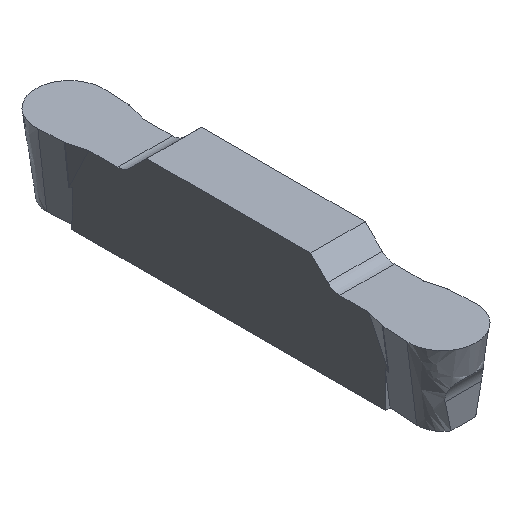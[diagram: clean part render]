
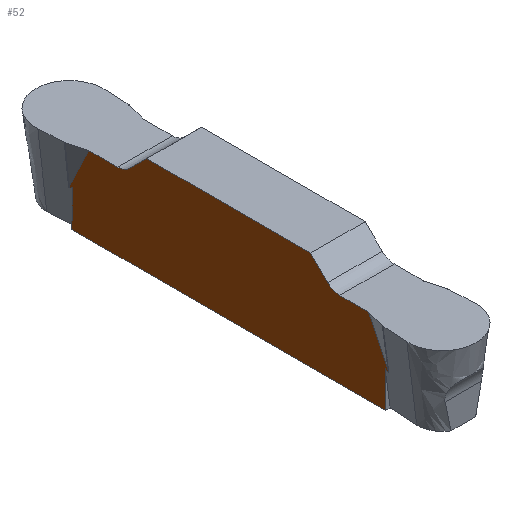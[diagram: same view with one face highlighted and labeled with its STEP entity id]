
A CAD part, isometric view. The second image highlights one B-rep face of the part: STEP entity #52.
In plain terms, the highlighted planar face has unit normal (-1, 0, 0).
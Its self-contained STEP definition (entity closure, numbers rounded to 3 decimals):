
#39=CIRCLE('',#676,1.);
#40=CIRCLE('',#677,1.);
#52=ADVANCED_FACE('',(#106),#82,.T.);
#82=PLANE('',#678);
#106=FACE_OUTER_BOUND('',#138,.T.);
#138=EDGE_LOOP('',(#319,#320,#321,#322,#323,#324,#325,#326,#327,#328,#329,
#330,#331,#332,#333,#334));
#176=LINE('',#890,#236);
#181=LINE('',#1112,#241);
#182=LINE('',#1129,#242);
#183=LINE('',#1131,#243);
#184=LINE('',#1132,#244);
#185=LINE('',#1134,#245);
#186=LINE('',#1147,#246);
#187=LINE('',#1149,#247);
#188=LINE('',#1153,#248);
#189=LINE('',#1155,#249);
#190=LINE('',#1157,#250);
#191=LINE('',#1161,#251);
#236=VECTOR('',#720,1.);
#241=VECTOR('',#727,1.);
#242=VECTOR('',#728,1.);
#243=VECTOR('',#729,1.);
#244=VECTOR('',#730,1.);
#245=VECTOR('',#731,1.);
#246=VECTOR('',#732,1.);
#247=VECTOR('',#733,1.);
#248=VECTOR('',#736,1.);
#249=VECTOR('',#737,1.);
#250=VECTOR('',#738,1.);
#251=VECTOR('',#741,1.);
#319=ORIENTED_EDGE('',*,*,#555,.T.);
#320=ORIENTED_EDGE('',*,*,#556,.T.);
#321=ORIENTED_EDGE('',*,*,#557,.T.);
#322=ORIENTED_EDGE('',*,*,#558,.T.);
#323=ORIENTED_EDGE('',*,*,#540,.T.);
#324=ORIENTED_EDGE('',*,*,#559,.T.);
#325=ORIENTED_EDGE('',*,*,#560,.T.);
#326=ORIENTED_EDGE('',*,*,#561,.T.);
#327=ORIENTED_EDGE('',*,*,#562,.T.);
#328=ORIENTED_EDGE('',*,*,#563,.F.);
#329=ORIENTED_EDGE('',*,*,#564,.F.);
#330=ORIENTED_EDGE('',*,*,#565,.F.);
#331=ORIENTED_EDGE('',*,*,#566,.F.);
#332=ORIENTED_EDGE('',*,*,#567,.F.);
#333=ORIENTED_EDGE('',*,*,#568,.F.);
#334=ORIENTED_EDGE('',*,*,#569,.F.);
#480=VERTEX_POINT('',#889);
#481=VERTEX_POINT('',#891);
#491=VERTEX_POINT('',#1113);
#492=VERTEX_POINT('',#1114);
#493=VERTEX_POINT('',#1128);
#494=VERTEX_POINT('',#1130);
#495=VERTEX_POINT('',#1133);
#496=VERTEX_POINT('',#1135);
#497=VERTEX_POINT('',#1146);
#498=VERTEX_POINT('',#1148);
#499=VERTEX_POINT('',#1150);
#500=VERTEX_POINT('',#1152);
#501=VERTEX_POINT('',#1154);
#502=VERTEX_POINT('',#1156);
#503=VERTEX_POINT('',#1158);
#504=VERTEX_POINT('',#1160);
#540=EDGE_CURVE('',#481,#480,#176,.T.);
#555=EDGE_CURVE('',#491,#492,#181,.T.);
#556=EDGE_CURVE('',#492,#493,#629,.T.);
#557=EDGE_CURVE('',#493,#494,#182,.T.);
#558=EDGE_CURVE('',#494,#481,#183,.T.);
#559=EDGE_CURVE('',#480,#495,#184,.T.);
#560=EDGE_CURVE('',#495,#496,#185,.T.);
#561=EDGE_CURVE('',#496,#497,#630,.T.);
#562=EDGE_CURVE('',#497,#498,#186,.T.);
#563=EDGE_CURVE('',#499,#498,#187,.T.);
#564=EDGE_CURVE('',#500,#499,#39,.T.);
#565=EDGE_CURVE('',#501,#500,#188,.T.);
#566=EDGE_CURVE('',#502,#501,#189,.T.);
#567=EDGE_CURVE('',#503,#502,#190,.T.);
#568=EDGE_CURVE('',#504,#503,#40,.T.);
#569=EDGE_CURVE('',#491,#504,#191,.T.);
#629=B_SPLINE_CURVE_WITH_KNOTS('',3,(#1115,#1116,#1117,#1118,#1119,#1120,
#1121,#1122,#1123,#1124,#1125,#1126,#1127),.UNSPECIFIED.,.F.,.F.,(4,3,3,
3,4),(0.,0.301,0.604,0.91,1.),
 .UNSPECIFIED.);
#630=B_SPLINE_CURVE_WITH_KNOTS('',3,(#1136,#1137,#1138,#1139,#1140,#1141,
#1142,#1143,#1144,#1145),.UNSPECIFIED.,.F.,.F.,(4,3,3,4),(0.,0.244,
0.523,1.),.UNSPECIFIED.);
#676=AXIS2_PLACEMENT_3D('',#1151,#734,#735);
#677=AXIS2_PLACEMENT_3D('',#1159,#739,#740);
#678=AXIS2_PLACEMENT_3D('',#1162,#742,#743);
#720=DIRECTION('',(0.,-1.,0.));
#727=DIRECTION('',(0.,0.429,-0.903));
#728=DIRECTION('',(0.,-0.92,0.392));
#729=DIRECTION('',(0.,0.013,-1.));
#730=DIRECTION('',(0.,0.013,1.));
#731=DIRECTION('',(0.,-0.92,-0.392));
#732=DIRECTION('',(0.,0.429,0.903));
#733=DIRECTION('',(0.,-1.,0.));
#734=DIRECTION('',(-1.,0.,0.));
#735=DIRECTION('',(0.,0.,1.));
#736=DIRECTION('',(0.,-0.707,-0.707));
#737=DIRECTION('',(0.,-1.,0.));
#738=DIRECTION('',(0.,-0.707,0.707));
#739=DIRECTION('',(-1.,0.,0.));
#740=DIRECTION('',(0.,0.,1.));
#741=DIRECTION('',(0.,-1.,0.));
#742=DIRECTION('',(-1.,0.,0.));
#743=DIRECTION('',(0.,0.,1.));
#889=CARTESIAN_POINT('',(-1.6,3.307,-4.495));
#890=CARTESIAN_POINT('',(-1.6,24.65,-4.495));
#891=CARTESIAN_POINT('',(-1.6,21.693,-4.495));
#1112=CARTESIAN_POINT('',(-1.6,20.928,-0.47));
#1113=CARTESIAN_POINT('',(-1.6,20.705,0.));
#1114=CARTESIAN_POINT('',(-1.6,21.846,-2.406));
#1115=CARTESIAN_POINT('',(-1.6,21.846,-2.406));
#1116=CARTESIAN_POINT('',(-1.6,21.849,-2.413));
#1117=CARTESIAN_POINT('',(-1.6,21.852,-2.419));
#1118=CARTESIAN_POINT('',(-1.6,21.856,-2.425));
#1119=CARTESIAN_POINT('',(-1.6,21.859,-2.431));
#1120=CARTESIAN_POINT('',(-1.6,21.863,-2.437));
#1121=CARTESIAN_POINT('',(-1.6,21.868,-2.442));
#1122=CARTESIAN_POINT('',(-1.6,21.872,-2.448));
#1123=CARTESIAN_POINT('',(-1.6,21.877,-2.453));
#1124=CARTESIAN_POINT('',(-1.6,21.883,-2.457));
#1125=CARTESIAN_POINT('',(-1.6,21.885,-2.458));
#1126=CARTESIAN_POINT('',(-1.6,21.887,-2.459));
#1127=CARTESIAN_POINT('',(-1.6,21.889,-2.46));
#1128=CARTESIAN_POINT('',(-1.6,21.889,-2.46));
#1129=CARTESIAN_POINT('',(-1.6,22.871,-2.879));
#1130=CARTESIAN_POINT('',(-1.6,21.666,-2.365));
#1131=CARTESIAN_POINT('',(-1.6,21.619,1.256));
#1132=CARTESIAN_POINT('',(-1.6,3.385,1.57));
#1133=CARTESIAN_POINT('',(-1.6,3.334,-2.365));
#1134=CARTESIAN_POINT('',(-1.6,22.693,5.887));
#1135=CARTESIAN_POINT('',(-1.6,3.111,-2.46));
#1136=CARTESIAN_POINT('',(-1.6,3.111,-2.46));
#1137=CARTESIAN_POINT('',(-1.6,3.117,-2.458));
#1138=CARTESIAN_POINT('',(-1.6,3.121,-2.454));
#1139=CARTESIAN_POINT('',(-1.6,3.125,-2.45));
#1140=CARTESIAN_POINT('',(-1.6,3.13,-2.446));
#1141=CARTESIAN_POINT('',(-1.6,3.134,-2.441));
#1142=CARTESIAN_POINT('',(-1.6,3.138,-2.435));
#1143=CARTESIAN_POINT('',(-1.6,3.144,-2.426));
#1144=CARTESIAN_POINT('',(-1.6,3.149,-2.416));
#1145=CARTESIAN_POINT('',(-1.6,3.154,-2.406));
#1146=CARTESIAN_POINT('',(-1.6,3.154,-2.406));
#1147=CARTESIAN_POINT('',(-1.6,8.536,8.94));
#1148=CARTESIAN_POINT('',(-1.6,4.295,0.));
#1149=CARTESIAN_POINT('',(-1.6,24.65,0.));
#1150=CARTESIAN_POINT('',(-1.6,5.99,0.));
#1151=CARTESIAN_POINT('',(-1.6,5.99,1.));
#1152=CARTESIAN_POINT('',(-1.6,6.697,0.293));
#1153=CARTESIAN_POINT('',(-1.6,16.175,9.77));
#1154=CARTESIAN_POINT('',(-1.6,7.7,1.295));
#1155=CARTESIAN_POINT('',(-1.6,24.65,1.295));
#1156=CARTESIAN_POINT('',(-1.6,17.3,1.295));
#1157=CARTESIAN_POINT('',(-1.6,20.975,-2.38));
#1158=CARTESIAN_POINT('',(-1.6,18.303,0.293));
#1159=CARTESIAN_POINT('',(-1.6,19.01,1.));
#1160=CARTESIAN_POINT('',(-1.6,19.01,0.));
#1161=CARTESIAN_POINT('',(-1.6,24.65,0.));
#1162=CARTESIAN_POINT('',(-1.6,24.65,1.295));
